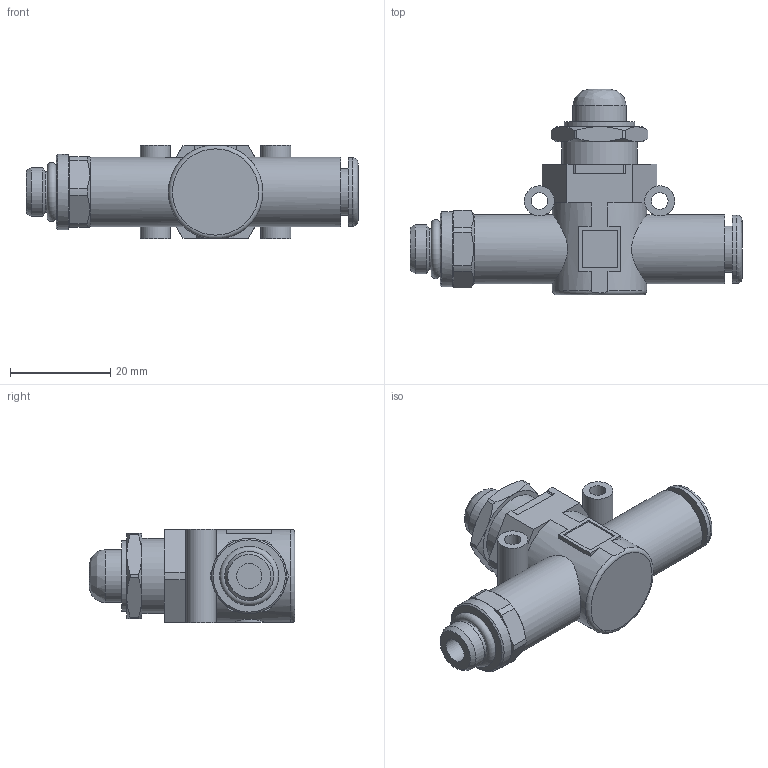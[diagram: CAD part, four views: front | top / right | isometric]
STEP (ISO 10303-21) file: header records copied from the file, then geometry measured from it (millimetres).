
FILE_DESCRIPTION( ( 'STEP AP214' ), ' ' );
FILE_NAME( '9068310.stp', '2017-03-31T09:48:18', ( '' ), ( '' ), ' ', 'PARTsolutions', ' ' );
FILE_SCHEMA( ( 'AUTOMOTIVE_DESIGN { 1 0 10303 214 1 1 1 1 }' ) );
Length unit declared in the file: millimetre
Products named in the file (5): 9068310; _LINE-ON-LINE D8 V2v/V3V_L body; _LINE-ON-LINE D8 VNR-L bushing; _LINE-ON-LINE D8-1/8 thread port; _LINE-ON-LINE D8 LAM-L plated
Assembly tree (4 placements, depth 2):
  9068310
    _LINE-ON-LINE D8 V2v/V3V_L body
    _LINE-ON-LINE D8 VNR-L bushing
    _LINE-ON-LINE D8-1/8 thread port
    _LINE-ON-LINE D8 LAM-L plated
Bounding box: 66.2 x 41 x 18.7 mm (x, y, z)
Volume: 10730 mm3; surface area: 10088.9 mm2
Topology: 4 solids, 4 shells, 189 faces, 441 edges, 282 vertices
Faces by surface type: plane 105, cylinder 58, cone 22, torus 3, bspline 1
Full cylindrical faces by diameter (mm): 3.3 x2, 5 x1, 5.5 x2, 6 x5, 8.1 x2, 8.2 x1, 9.2 x2, 9.5 x1, 9.728 x1, 10.6 x1, 11 x2, 11.65 x2, 12.5 x3, 13.6 x1, 13.8 x2, 14 x1, 15 x3
Entity records: 7396 total; most frequent: CARTESIAN_POINT 1655, DIRECTION 876, ORIENTED_EDGE 772, EDGE_CURVE 386, AXIS2_PLACEMENT_3D 351, VERTEX_POINT 275, EDGE_LOOP 272, FACE_OUTER_BOUND 225
